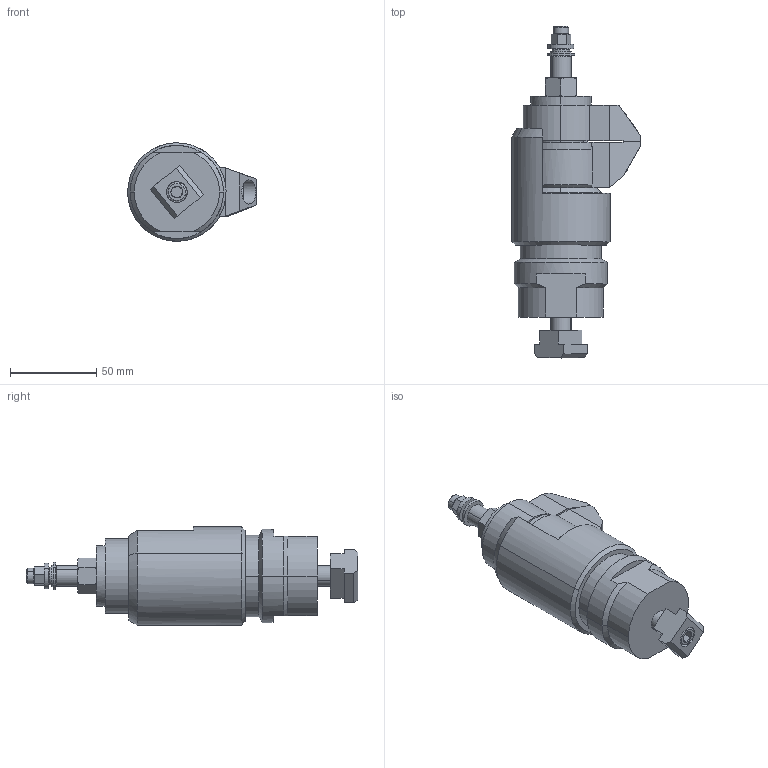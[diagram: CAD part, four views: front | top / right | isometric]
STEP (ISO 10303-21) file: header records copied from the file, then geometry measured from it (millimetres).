
FILE_DESCRIPTION(('STEP AP214'),'1');
FILE_NAME('HALDERN_EH_23320_0014.stp','2018-08-21T08:03:54',('TraceParts'),('TraceParts S.A.'),'Spatial InterOp 3D',' ',' ');
FILE_SCHEMA(('automotive_design'));
Length unit declared in the file: millimetre
Products named in the file (10): HALDERN_EH_23320_0014_1; HALDERN_EH_23320_0014_2; HALDERN_EH_23320_0014_3; HALDERN_EH_23320_0014_4; HALDERN_EH_23320_0014_5; HALDERN_EH_23320_0014_6; HALDERN_EH_23320_0014_7; HALDERN_EH_23320_0014_8; HALDERN_EH_23320_0014_9; HALDERN_EH_23320_0014_10
Bounding box: 74.5 x 192.26 x 56.97 mm (x, y, z)
Volume: 274982.2 mm3; surface area: 96951.5 mm2
Topology: 10 solids, 10 shells, 345 faces, 836 edges, 526 vertices
Faces by surface type: plane 148, cone 99, cylinder 86, torus 12
Entity records: 13105 total; most frequent: CARTESIAN_POINT 1971, DIRECTION 1788, ORIENTED_EDGE 1664, EDGE_CURVE 832, AXIS2_PLACEMENT_3D 677, VERTEX_POINT 526, LINE 434, VECTOR 434
